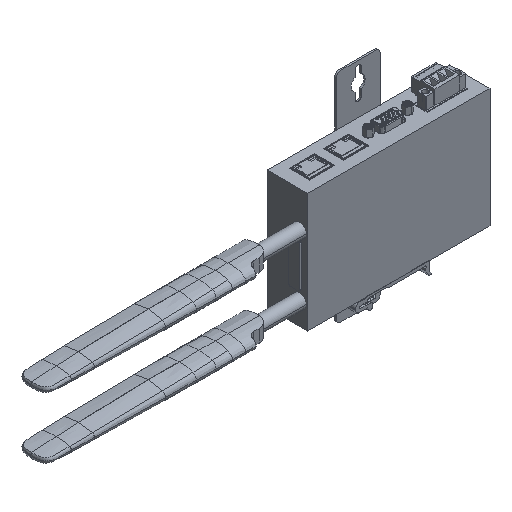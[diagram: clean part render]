
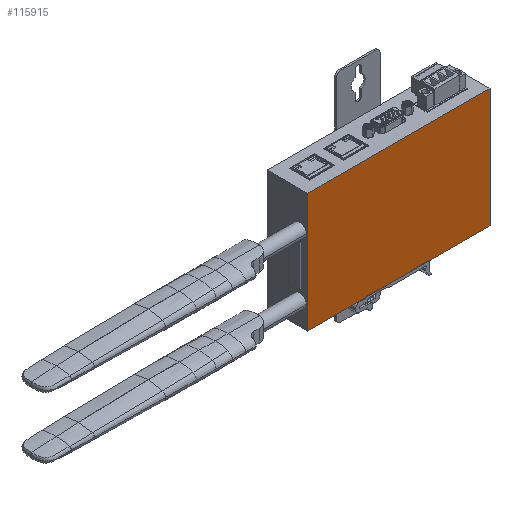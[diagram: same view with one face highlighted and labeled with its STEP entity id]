
A CAD part, isometric view. The second image highlights one B-rep face of the part: STEP entity #115915.
In plain terms, the highlighted planar face has unit normal (0, -1, 0).
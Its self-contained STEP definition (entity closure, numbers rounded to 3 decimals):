
#115092=DIRECTION('',(1.,0.,0.));
#115093=VECTOR('',#115092,116.);
#115094=CARTESIAN_POINT('',(-58.,0.,-37.95));
#115095=LINE('',#115094,#115093);
#115100=DIRECTION('',(0.,0.,1.));
#115101=VECTOR('',#115100,75.9);
#115102=CARTESIAN_POINT('',(58.,0.,-37.95));
#115103=LINE('',#115102,#115101);
#115118=DIRECTION('',(-1.,0.,0.));
#115119=VECTOR('',#115118,116.);
#115120=CARTESIAN_POINT('',(58.,0.,37.95));
#115121=LINE('',#115120,#115119);
#115184=DIRECTION('',(0.,0.,-1.));
#115185=VECTOR('',#115184,75.9);
#115186=CARTESIAN_POINT('',(-58.,0.,37.95));
#115187=LINE('',#115186,#115185);
#115708=CARTESIAN_POINT('',(-58.,0.,-37.95));
#115709=CARTESIAN_POINT('',(58.,0.,-37.95));
#115710=VERTEX_POINT('',#115708);
#115711=VERTEX_POINT('',#115709);
#115712=CARTESIAN_POINT('',(-58.,0.,37.95));
#115713=VERTEX_POINT('',#115712);
#115714=CARTESIAN_POINT('',(58.,0.,37.95));
#115715=VERTEX_POINT('',#115714);
#115900=CARTESIAN_POINT('',(0.,0.,0.));
#115901=DIRECTION('',(0.,1.,0.));
#115902=DIRECTION('',(1.,0.,0.));
#115903=AXIS2_PLACEMENT_3D('',#115900,#115901,#115902);
#115904=PLANE('',#115903);
#115906=ORIENTED_EDGE('',*,*,#115905,.F.);
#115908=ORIENTED_EDGE('',*,*,#115907,.F.);
#115910=ORIENTED_EDGE('',*,*,#115909,.F.);
#115912=ORIENTED_EDGE('',*,*,#115911,.F.);
#115913=EDGE_LOOP('',(#115906,#115908,#115910,#115912));
#115914=FACE_OUTER_BOUND('',#115913,.F.);
#115915=ADVANCED_FACE('',(#115914),#115904,.F.);
#115905=EDGE_CURVE('',#115710,#115711,#115095,.T.);
#115907=EDGE_CURVE('',#115713,#115710,#115187,.T.);
#115909=EDGE_CURVE('',#115715,#115713,#115121,.T.);
#115911=EDGE_CURVE('',#115711,#115715,#115103,.T.);
